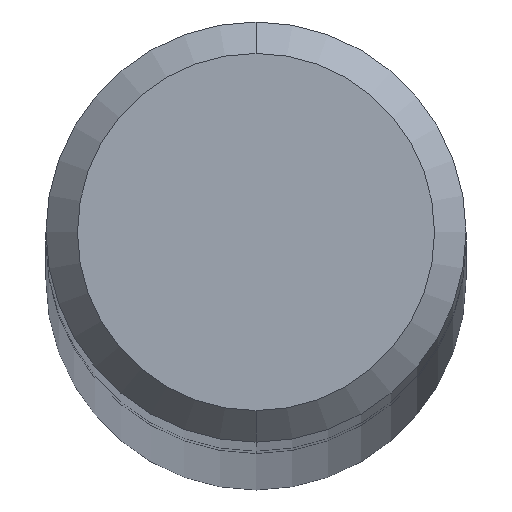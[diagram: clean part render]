
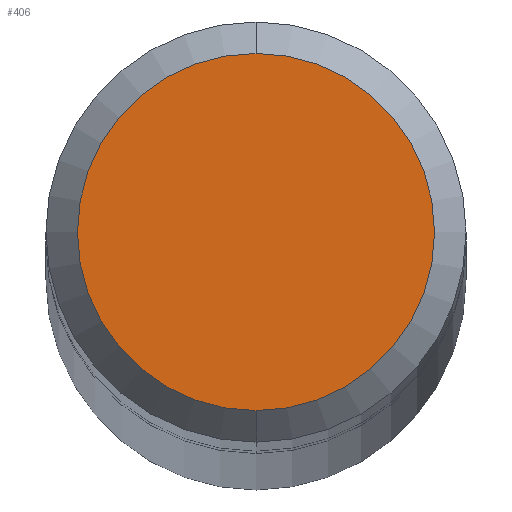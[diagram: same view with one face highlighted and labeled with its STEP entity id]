
A CAD part, top view. The second image highlights one B-rep face of the part: STEP entity #406.
In plain terms, the highlighted planar face has unit normal (0, 0, 1).
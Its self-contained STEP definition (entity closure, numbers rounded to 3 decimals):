
#174=VERTEX_POINT('',#460);
#202=VERTEX_POINT('',#491);
#316=EDGE_CURVE('',#202,#174,#614,.T.);
#322=EDGE_CURVE('',#174,#202,#621,.T.);
#406=ADVANCED_FACE('',(#715),#716,.T.);
#460=CARTESIAN_POINT('',(0.0,1.7,0.));
#491=CARTESIAN_POINT('',(0.,-1.7,0.));
#614=CIRCLE('',#1080,1.7);
#621=CIRCLE('',#1088,1.7);
#715=FACE_OUTER_BOUND('',#1308,.T.);
#716=PLANE('',#1309);
#1080=AXIS2_PLACEMENT_3D('',#1528,#1529,#1530);
#1088=AXIS2_PLACEMENT_3D('',#1539,#1540,#1541);
#1308=EDGE_LOOP('',(#1647,#1648));
#1309=AXIS2_PLACEMENT_3D('',#1649,#1650,#1651);
#1528=CARTESIAN_POINT('',(0.0,0.0,0.));
#1529=DIRECTION('',(0.0,0.0,-1.0));
#1530=DIRECTION('',(0.0,1.0,0.0));
#1539=CARTESIAN_POINT('',(0.0,0.0,0.));
#1540=DIRECTION('',(0.0,0.0,-1.0));
#1541=DIRECTION('',(0.0,1.0,0.0));
#1647=ORIENTED_EDGE('',*,*,#322,.F.);
#1648=ORIENTED_EDGE('',*,*,#316,.F.);
#1649=CARTESIAN_POINT('',(0.0,0.85,0.));
#1650=DIRECTION('',(-0.0,0.0,1.0));
#1651=DIRECTION('',(0.0,-1.0,0.0));
